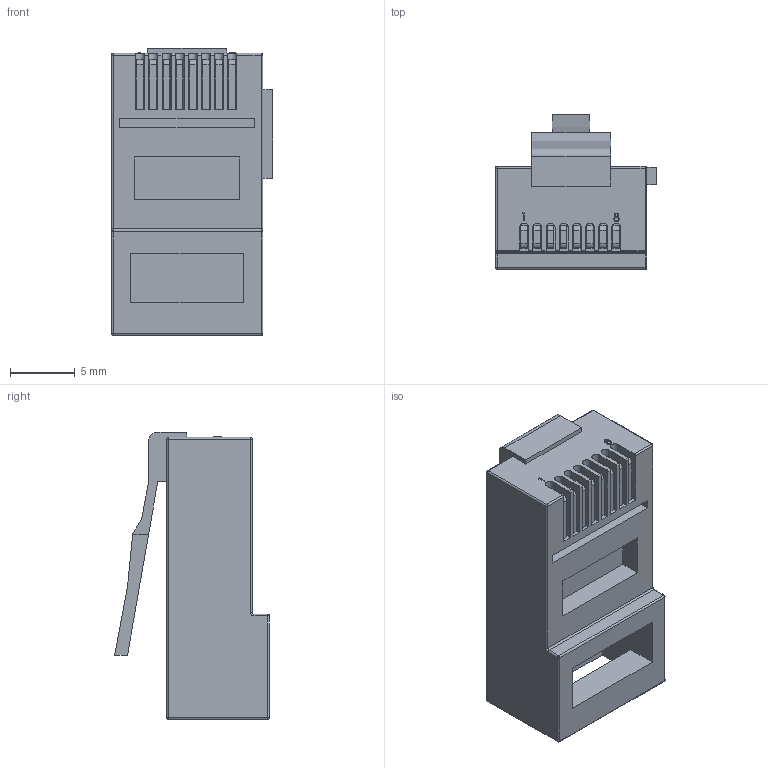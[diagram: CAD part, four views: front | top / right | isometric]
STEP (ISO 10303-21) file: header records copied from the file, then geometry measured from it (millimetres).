
FILE_DESCRIPTION (( 'STEP AP203' ), '1' );
FILE_NAME ('TD8P8CK.STEP', '2006-06-30T18:55:19', ( ' ' ), ( ' ' ), 'SwSTEP 2.0', 'SolidWorks 2005354', '' );
FILE_SCHEMA (( 'CONFIG_CONTROL_DESIGN' ));
Length unit declared in the file: inch
Products named in the file (1): TD8P8CK
Bounding box: 12.45 x 11.96 x 22.17 mm (x, y, z)
Volume: 1445.8 mm3; surface area: 1768.3 mm2
Topology: 1 solids, 1 shells, 204 faces, 535 edges, 338 vertices
Faces by surface type: plane 123, cylinder 52, bspline 17, sphere 10, torus 2
Entity records: 7690 total; most frequent: CARTESIAN_POINT 2667, ORIENTED_EDGE 1050, DIRECTION 973, EDGE_CURVE 525, VECTOR 385, LINE 385, VERTEX_POINT 338, AXIS2_PLACEMENT_3D 294
